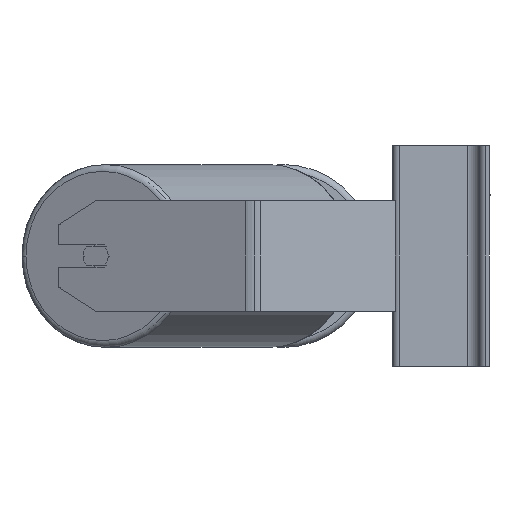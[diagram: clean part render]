
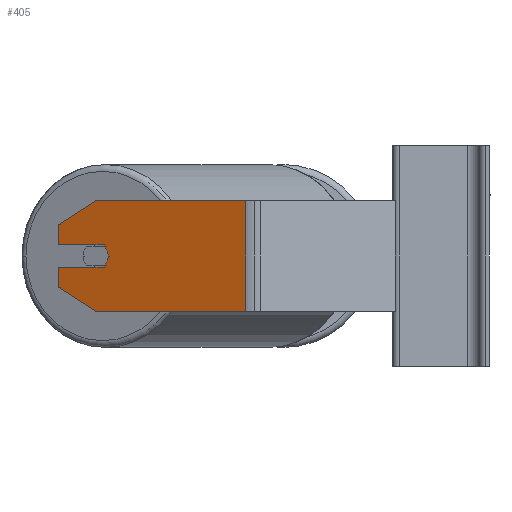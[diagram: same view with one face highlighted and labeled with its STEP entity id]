
A CAD part, left-side view. The second image highlights one B-rep face of the part: STEP entity #405.
In plain terms, the highlighted planar face has unit normal (-0.906, 0.423, 0).
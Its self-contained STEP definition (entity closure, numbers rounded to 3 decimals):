
#80 = CARTESIAN_POINT ( 'NONE',  ( -512.981, 125.158, -40. ) ) ;
#166 = CIRCLE ( 'NONE', #8770, 10. ) ;
#405 = ADVANCED_FACE ( 'NONE', ( #9004 ), #1591, .F. ) ;
#580 = DIRECTION ( 'NONE',  ( 0.906, -0.423, 0. ) ) ;
#678 = CARTESIAN_POINT ( 'NONE',  ( -464.723, 228.648, 8. ) ) ;
#1150 = CARTESIAN_POINT ( 'NONE',  ( -449.509, 261.275, 8. ) ) ;
#1315 = AXIS2_PLACEMENT_3D ( 'NONE', #7141, #580, #3857 ) ;
#1365 = VECTOR ( 'NONE', #2655, 1000. ) ;
#1402 = LINE ( 'NONE', #6863, #5680 ) ;
#1485 = EDGE_CURVE ( 'NONE', #6888, #7259, #1486, .T. ) ;
#1486 = LINE ( 'NONE', #8082, #7028 ) ;
#1518 = DIRECTION ( 'NONE',  ( 0., 0., -1. ) ) ;
#1561 = VERTEX_POINT ( 'NONE', #7421 ) ;
#1591 = PLANE ( 'NONE',  #1315 ) ;
#1793 = EDGE_CURVE ( 'NONE', #6888, #3785, #3641, .T. ) ;
#1911 = ORIENTED_EDGE ( 'NONE', *, *, #9063, .F. ) ;
#1913 = LINE ( 'NONE', #1150, #1365 ) ;
#1931 = VERTEX_POINT ( 'NONE', #678 ) ;
#2020 = CARTESIAN_POINT ( 'NONE',  ( -449.509, 261.275, 22.679 ) ) ;
#2031 = VERTEX_POINT ( 'NONE', #80 ) ;
#2141 = DIRECTION ( 'NONE',  ( -0.423, -0.906, 0. ) ) ;
#2166 = VERTEX_POINT ( 'NONE', #3628 ) ;
#2311 = LINE ( 'NONE', #7854, #10418 ) ;
#2360 = DIRECTION ( 'NONE',  ( -0.423, -0.906, 0. ) ) ;
#2470 = DIRECTION ( 'NONE',  ( -0.906, 0.423, 0. ) ) ;
#2482 = ORIENTED_EDGE ( 'NONE', *, *, #5470, .F. ) ;
#2655 = DIRECTION ( 'NONE',  ( 0.423, 0.906, 0. ) ) ;
#2900 = ORIENTED_EDGE ( 'NONE', *, *, #4540, .T. ) ;
#3213 = CARTESIAN_POINT ( 'NONE',  ( -462.187, 234.086, 0. ) ) ;
#3243 = EDGE_CURVE ( 'NONE', #1931, #9148, #1913, .T. ) ;
#3410 = CARTESIAN_POINT ( 'NONE',  ( -462.187, 234.086, 0. ) ) ;
#3599 = VECTOR ( 'NONE', #10262, 1000. ) ;
#3628 = CARTESIAN_POINT ( 'NONE',  ( -449.509, 261.275, -22.679 ) ) ;
#3635 = ORIENTED_EDGE ( 'NONE', *, *, #1793, .F. ) ;
#3641 = LINE ( 'NONE', #5404, #3599 ) ;
#3785 = VERTEX_POINT ( 'NONE', #4738 ) ;
#3857 = DIRECTION ( 'NONE',  ( 0.423, 0.906, 0. ) ) ;
#4362 = ORIENTED_EDGE ( 'NONE', *, *, #7828, .T. ) ;
#4540 = EDGE_CURVE ( 'NONE', #7259, #9148, #8923, .T. ) ;
#4684 = ORIENTED_EDGE ( 'NONE', *, *, #1485, .T. ) ;
#4738 = CARTESIAN_POINT ( 'NONE',  ( -512.981, 125.158, 40. ) ) ;
#4741 = LINE ( 'NONE', #9025, #10628 ) ;
#5039 = VERTEX_POINT ( 'NONE', #10358 ) ;
#5235 = VECTOR ( 'NONE', #1518, 1000. ) ;
#5262 = ORIENTED_EDGE ( 'NONE', *, *, #9702, .T. ) ;
#5404 = CARTESIAN_POINT ( 'NONE',  ( -449.509, 261.275, 40. ) ) ;
#5410 = CARTESIAN_POINT ( 'NONE',  ( -449.509, 261.275, 40. ) ) ;
#5424 = VERTEX_POINT ( 'NONE', #9640 ) ;
#5470 = EDGE_CURVE ( 'NONE', #6525, #1561, #2311, .T. ) ;
#5506 = LINE ( 'NONE', #7119, #6352 ) ;
#5594 = EDGE_CURVE ( 'NONE', #1561, #5424, #6982, .T. ) ;
#5680 = VECTOR ( 'NONE', #6105, 1000. ) ;
#5882 = EDGE_CURVE ( 'NONE', #5039, #2031, #9520, .T. ) ;
#6105 = DIRECTION ( 'NONE',  ( 0., 0., -1. ) ) ;
#6352 = VECTOR ( 'NONE', #10400, 1000. ) ;
#6525 = VERTEX_POINT ( 'NONE', #9339 ) ;
#6861 = DIRECTION ( 'NONE',  ( -0.423, -0.906, 0. ) ) ;
#6863 = CARTESIAN_POINT ( 'NONE',  ( -449.509, 261.275, 40. ) ) ;
#6888 = VERTEX_POINT ( 'NONE', #8972 ) ;
#6982 = CIRCLE ( 'NONE', #10251, 10. ) ;
#7028 = VECTOR ( 'NONE', #7257, 1000. ) ;
#7047 = DIRECTION ( 'NONE',  ( -0.423, -0.906, 0. ) ) ;
#7119 = CARTESIAN_POINT ( 'NONE',  ( -512.981, 125.158, 40. ) ) ;
#7141 = CARTESIAN_POINT ( 'NONE',  ( -449.509, 261.275, 40. ) ) ;
#7257 = DIRECTION ( 'NONE',  ( 0.366, 0.785, -0.5 ) ) ;
#7259 = VERTEX_POINT ( 'NONE', #2020 ) ;
#7421 = CARTESIAN_POINT ( 'NONE',  ( -464.723, 228.648, -8. ) ) ;
#7566 = ORIENTED_EDGE ( 'NONE', *, *, #3243, .F. ) ;
#7828 = EDGE_CURVE ( 'NONE', #2166, #5039, #4741, .T. ) ;
#7854 = CARTESIAN_POINT ( 'NONE',  ( -449.509, 261.275, -8. ) ) ;
#8048 = CARTESIAN_POINT ( 'NONE',  ( -449.509, 261.275, 8. ) ) ;
#8082 = CARTESIAN_POINT ( 'NONE',  ( -449.509, 261.275, 22.679 ) ) ;
#8203 = DIRECTION ( 'NONE',  ( -0.366, -0.785, -0.5 ) ) ;
#8361 = ORIENTED_EDGE ( 'NONE', *, *, #5882, .T. ) ;
#8434 = DIRECTION ( 'NONE',  ( -0.906, 0.423, 0. ) ) ;
#8468 = EDGE_CURVE ( 'NONE', #5424, #1931, #166, .T. ) ;
#8725 = VECTOR ( 'NONE', #2141, 1000. ) ;
#8770 = AXIS2_PLACEMENT_3D ( 'NONE', #3410, #8434, #6861 ) ;
#8923 = LINE ( 'NONE', #5410, #5235 ) ;
#8972 = CARTESIAN_POINT ( 'NONE',  ( -462.187, 234.086, 40. ) ) ;
#9004 = FACE_OUTER_BOUND ( 'NONE', #9823, .T. ) ;
#9025 = CARTESIAN_POINT ( 'NONE',  ( -462.187, 234.086, -40. ) ) ;
#9063 = EDGE_CURVE ( 'NONE', #3785, #2031, #5506, .T. ) ;
#9148 = VERTEX_POINT ( 'NONE', #8048 ) ;
#9269 = ORIENTED_EDGE ( 'NONE', *, *, #5594, .F. ) ;
#9339 = CARTESIAN_POINT ( 'NONE',  ( -449.509, 261.275, -8. ) ) ;
#9520 = LINE ( 'NONE', #9627, #8725 ) ;
#9549 = ORIENTED_EDGE ( 'NONE', *, *, #8468, .F. ) ;
#9627 = CARTESIAN_POINT ( 'NONE',  ( -449.509, 261.275, -40. ) ) ;
#9640 = CARTESIAN_POINT ( 'NONE',  ( -466.413, 225.023, 0. ) ) ;
#9702 = EDGE_CURVE ( 'NONE', #6525, #2166, #1402, .T. ) ;
#9823 = EDGE_LOOP ( 'NONE', ( #5262, #4362, #8361, #1911, #3635, #4684, #2900, #7566, #9549, #9269, #2482 ) ) ;
#10251 = AXIS2_PLACEMENT_3D ( 'NONE', #3213, #2470, #2360 ) ;
#10262 = DIRECTION ( 'NONE',  ( -0.423, -0.906, 0. ) ) ;
#10358 = CARTESIAN_POINT ( 'NONE',  ( -462.187, 234.086, -40. ) ) ;
#10400 = DIRECTION ( 'NONE',  ( 0., 0., -1. ) ) ;
#10418 = VECTOR ( 'NONE', #7047, 1000. ) ;
#10628 = VECTOR ( 'NONE', #8203, 1000. ) ;
